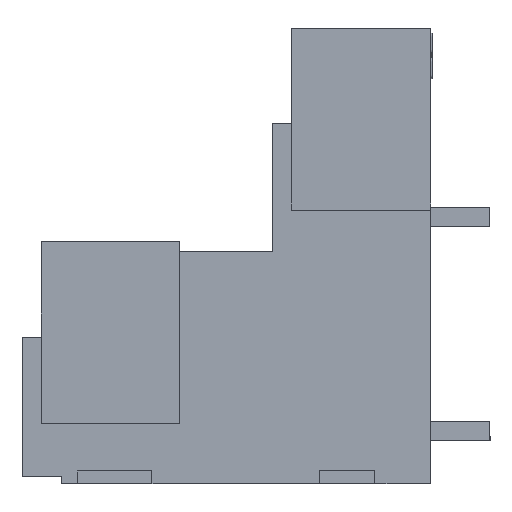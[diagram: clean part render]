
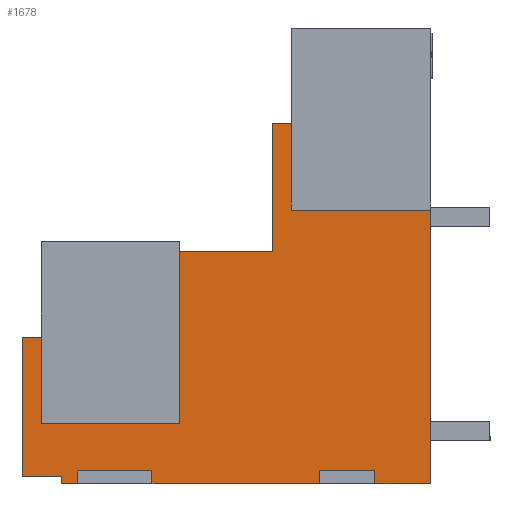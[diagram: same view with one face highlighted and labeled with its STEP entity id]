
A CAD part, left-side view. The second image highlights one B-rep face of the part: STEP entity #1678.
In plain terms, the highlighted planar face has unit normal (-1, 0, 0).
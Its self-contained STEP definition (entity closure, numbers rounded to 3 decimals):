
#1521=AXIS2_PLACEMENT_3D('Plane Axis2P3D',#1518,#1519,#1520) ;
#108=CARTESIAN_POINT('Vertex',(0.7,16.725,3.25)) ;
#111=CARTESIAN_POINT('Line Origine',(0.7,16.725,7.875)) ;
#115=CARTESIAN_POINT('Vertex',(0.7,16.725,12.5)) ;
#707=CARTESIAN_POINT('Line Origine',(0.7,24.175,5.575)) ;
#711=CARTESIAN_POINT('Vertex',(0.7,24.175,7.9)) ;
#713=CARTESIAN_POINT('Vertex',(0.7,24.175,3.25)) ;
#1506=CARTESIAN_POINT('Line Origine',(0.7,20.45,3.25)) ;
#1518=CARTESIAN_POINT('Axis2P3D Location',(0.7,3.2,0.4)) ;
#1523=CARTESIAN_POINT('Line Origine',(0.7,13.7,0.)) ;
#1527=CARTESIAN_POINT('Vertex',(0.7,18.2,0.)) ;
#1529=CARTESIAN_POINT('Vertex',(0.7,9.2,0.)) ;
#1532=CARTESIAN_POINT('Line Origine',(0.7,9.2,0.35)) ;
#1536=CARTESIAN_POINT('Vertex',(0.7,9.2,0.7)) ;
#1539=CARTESIAN_POINT('Line Origine',(0.7,7.7,0.7)) ;
#1543=CARTESIAN_POINT('Vertex',(0.7,6.2,0.7)) ;
#1546=CARTESIAN_POINT('Line Origine',(0.7,6.2,0.35)) ;
#1550=CARTESIAN_POINT('Vertex',(0.7,6.2,0.)) ;
#1553=CARTESIAN_POINT('Line Origine',(0.7,4.7,0.)) ;
#1557=CARTESIAN_POINT('Vertex',(0.7,3.2,0.)) ;
#1560=CARTESIAN_POINT('Line Origine',(0.7,3.2,7.375)) ;
#1564=CARTESIAN_POINT('Vertex',(0.7,3.2,14.75)) ;
#1567=CARTESIAN_POINT('Line Origine',(0.7,6.95,14.75)) ;
#1571=CARTESIAN_POINT('Vertex',(0.7,10.7,14.75)) ;
#1574=CARTESIAN_POINT('Line Origine',(0.7,10.7,17.075)) ;
#1578=CARTESIAN_POINT('Vertex',(0.7,10.7,19.4)) ;
#1581=CARTESIAN_POINT('Line Origine',(0.7,11.2,19.4)) ;
#1585=CARTESIAN_POINT('Vertex',(0.7,11.7,19.4)) ;
#1588=CARTESIAN_POINT('Line Origine',(0.7,11.7,15.95)) ;
#1592=CARTESIAN_POINT('Vertex',(0.7,11.7,12.5)) ;
#1595=CARTESIAN_POINT('Line Origine',(0.7,14.213,12.5)) ;
#1600=CARTESIAN_POINT('Line Origine',(0.7,24.688,7.9)) ;
#1604=CARTESIAN_POINT('Vertex',(0.7,25.2,7.9)) ;
#1607=CARTESIAN_POINT('Line Origine',(0.7,25.2,4.15)) ;
#1611=CARTESIAN_POINT('Vertex',(0.7,25.2,0.4)) ;
#1614=CARTESIAN_POINT('Line Origine',(0.7,24.145,0.4)) ;
#1618=CARTESIAN_POINT('Vertex',(0.7,23.09,0.4)) ;
#1621=CARTESIAN_POINT('Line Origine',(0.7,23.09,0.2)) ;
#1625=CARTESIAN_POINT('Vertex',(0.7,23.09,0.)) ;
#1628=CARTESIAN_POINT('Line Origine',(0.7,22.645,0.)) ;
#1632=CARTESIAN_POINT('Vertex',(0.7,22.2,0.)) ;
#1635=CARTESIAN_POINT('Line Origine',(0.7,22.2,0.35)) ;
#1639=CARTESIAN_POINT('Vertex',(0.7,22.2,0.7)) ;
#1642=CARTESIAN_POINT('Line Origine',(0.7,20.2,0.7)) ;
#1646=CARTESIAN_POINT('Vertex',(0.7,18.2,0.7)) ;
#1649=CARTESIAN_POINT('Line Origine',(0.7,18.2,0.35)) ;
#112=DIRECTION('Vector Direction',(0.,0.,-1.)) ;
#708=DIRECTION('Vector Direction',(0.,0.,-1.)) ;
#1507=DIRECTION('Vector Direction',(0.,-1.,0.)) ;
#1519=DIRECTION('Axis2P3D Direction',(-1.,0.,0.)) ;
#1520=DIRECTION('Axis2P3D XDirection',(0.,0.,-1.)) ;
#1524=DIRECTION('Vector Direction',(0.,-1.,0.)) ;
#1533=DIRECTION('Vector Direction',(0.,0.,1.)) ;
#1540=DIRECTION('Vector Direction',(0.,1.,0.)) ;
#1547=DIRECTION('Vector Direction',(0.,0.,1.)) ;
#1554=DIRECTION('Vector Direction',(0.,-1.,0.)) ;
#1561=DIRECTION('Vector Direction',(0.,0.,1.)) ;
#1568=DIRECTION('Vector Direction',(0.,-1.,0.)) ;
#1575=DIRECTION('Vector Direction',(0.,0.,-1.)) ;
#1582=DIRECTION('Vector Direction',(0.,1.,0.)) ;
#1589=DIRECTION('Vector Direction',(0.,0.,-1.)) ;
#1596=DIRECTION('Vector Direction',(0.,1.,0.)) ;
#1601=DIRECTION('Vector Direction',(0.,1.,0.)) ;
#1608=DIRECTION('Vector Direction',(0.,0.,1.)) ;
#1615=DIRECTION('Vector Direction',(0.,1.,0.)) ;
#1622=DIRECTION('Vector Direction',(0.,0.,1.)) ;
#1629=DIRECTION('Vector Direction',(0.,-1.,0.)) ;
#1636=DIRECTION('Vector Direction',(0.,0.,1.)) ;
#1643=DIRECTION('Vector Direction',(0.,1.,0.)) ;
#1650=DIRECTION('Vector Direction',(0.,0.,1.)) ;
#113=VECTOR('Line Direction',#112,1.) ;
#709=VECTOR('Line Direction',#708,1.) ;
#1508=VECTOR('Line Direction',#1507,1.) ;
#1525=VECTOR('Line Direction',#1524,1.) ;
#1534=VECTOR('Line Direction',#1533,1.) ;
#1541=VECTOR('Line Direction',#1540,1.) ;
#1548=VECTOR('Line Direction',#1547,1.) ;
#1555=VECTOR('Line Direction',#1554,1.) ;
#1562=VECTOR('Line Direction',#1561,1.) ;
#1569=VECTOR('Line Direction',#1568,1.) ;
#1576=VECTOR('Line Direction',#1575,1.) ;
#1583=VECTOR('Line Direction',#1582,1.) ;
#1590=VECTOR('Line Direction',#1589,1.) ;
#1597=VECTOR('Line Direction',#1596,1.) ;
#1602=VECTOR('Line Direction',#1601,1.) ;
#1609=VECTOR('Line Direction',#1608,1.) ;
#1616=VECTOR('Line Direction',#1615,1.) ;
#1623=VECTOR('Line Direction',#1622,1.) ;
#1630=VECTOR('Line Direction',#1629,1.) ;
#1637=VECTOR('Line Direction',#1636,1.) ;
#1644=VECTOR('Line Direction',#1643,1.) ;
#1651=VECTOR('Line Direction',#1650,1.) ;
#1655=ORIENTED_EDGE('',*,*,#1531,.T.) ;
#1656=ORIENTED_EDGE('',*,*,#1538,.T.) ;
#1657=ORIENTED_EDGE('',*,*,#1545,.F.) ;
#1658=ORIENTED_EDGE('',*,*,#1552,.F.) ;
#1659=ORIENTED_EDGE('',*,*,#1559,.T.) ;
#1660=ORIENTED_EDGE('',*,*,#1566,.T.) ;
#1661=ORIENTED_EDGE('',*,*,#1573,.F.) ;
#1662=ORIENTED_EDGE('',*,*,#1580,.F.) ;
#1663=ORIENTED_EDGE('',*,*,#1587,.T.) ;
#1664=ORIENTED_EDGE('',*,*,#1594,.T.) ;
#1665=ORIENTED_EDGE('',*,*,#1599,.T.) ;
#1666=ORIENTED_EDGE('',*,*,#117,.T.) ;
#1667=ORIENTED_EDGE('',*,*,#1510,.F.) ;
#1668=ORIENTED_EDGE('',*,*,#715,.F.) ;
#1669=ORIENTED_EDGE('',*,*,#1606,.T.) ;
#1670=ORIENTED_EDGE('',*,*,#1613,.F.) ;
#1671=ORIENTED_EDGE('',*,*,#1620,.F.) ;
#1672=ORIENTED_EDGE('',*,*,#1627,.F.) ;
#1673=ORIENTED_EDGE('',*,*,#1634,.T.) ;
#1674=ORIENTED_EDGE('',*,*,#1641,.T.) ;
#1675=ORIENTED_EDGE('',*,*,#1648,.F.) ;
#1676=ORIENTED_EDGE('',*,*,#1653,.F.) ;
#1678=ADVANCED_FACE('HOUSING',(#1677),#1522,.T.) ;
#117=EDGE_CURVE('',#116,#109,#114,.T.) ;
#715=EDGE_CURVE('',#712,#714,#710,.T.) ;
#1510=EDGE_CURVE('',#714,#109,#1509,.T.) ;
#1531=EDGE_CURVE('',#1528,#1530,#1526,.T.) ;
#1538=EDGE_CURVE('',#1530,#1537,#1535,.T.) ;
#1545=EDGE_CURVE('',#1544,#1537,#1542,.T.) ;
#1552=EDGE_CURVE('',#1551,#1544,#1549,.T.) ;
#1559=EDGE_CURVE('',#1551,#1558,#1556,.T.) ;
#1566=EDGE_CURVE('',#1558,#1565,#1563,.T.) ;
#1573=EDGE_CURVE('',#1572,#1565,#1570,.T.) ;
#1580=EDGE_CURVE('',#1579,#1572,#1577,.T.) ;
#1587=EDGE_CURVE('',#1579,#1586,#1584,.T.) ;
#1594=EDGE_CURVE('',#1586,#1593,#1591,.T.) ;
#1599=EDGE_CURVE('',#1593,#116,#1598,.T.) ;
#1606=EDGE_CURVE('',#712,#1605,#1603,.T.) ;
#1613=EDGE_CURVE('',#1612,#1605,#1610,.T.) ;
#1620=EDGE_CURVE('',#1619,#1612,#1617,.T.) ;
#1627=EDGE_CURVE('',#1626,#1619,#1624,.T.) ;
#1634=EDGE_CURVE('',#1626,#1633,#1631,.T.) ;
#1641=EDGE_CURVE('',#1633,#1640,#1638,.T.) ;
#1648=EDGE_CURVE('',#1647,#1640,#1645,.T.) ;
#1653=EDGE_CURVE('',#1528,#1647,#1652,.T.) ;
#1654=EDGE_LOOP('',(#1655,#1656,#1657,#1658,#1659,#1660,#1661,#1662,#1663,#1664,#1665,#1666,#1667,#1668,#1669,#1670,#1671,#1672,#1673,#1674,#1675,#1676)) ;
#1677=FACE_OUTER_BOUND('',#1654,.T.) ;
#114=LINE('Line',#111,#113) ;
#710=LINE('Line',#707,#709) ;
#1509=LINE('Line',#1506,#1508) ;
#1526=LINE('Line',#1523,#1525) ;
#1535=LINE('Line',#1532,#1534) ;
#1542=LINE('Line',#1539,#1541) ;
#1549=LINE('Line',#1546,#1548) ;
#1556=LINE('Line',#1553,#1555) ;
#1563=LINE('Line',#1560,#1562) ;
#1570=LINE('Line',#1567,#1569) ;
#1577=LINE('Line',#1574,#1576) ;
#1584=LINE('Line',#1581,#1583) ;
#1591=LINE('Line',#1588,#1590) ;
#1598=LINE('Line',#1595,#1597) ;
#1603=LINE('Line',#1600,#1602) ;
#1610=LINE('Line',#1607,#1609) ;
#1617=LINE('Line',#1614,#1616) ;
#1624=LINE('Line',#1621,#1623) ;
#1631=LINE('Line',#1628,#1630) ;
#1638=LINE('Line',#1635,#1637) ;
#1645=LINE('Line',#1642,#1644) ;
#1652=LINE('Line',#1649,#1651) ;
#1522=PLANE('',#1521) ;
#109=VERTEX_POINT('',#108) ;
#116=VERTEX_POINT('',#115) ;
#712=VERTEX_POINT('',#711) ;
#714=VERTEX_POINT('',#713) ;
#1528=VERTEX_POINT('',#1527) ;
#1530=VERTEX_POINT('',#1529) ;
#1537=VERTEX_POINT('',#1536) ;
#1544=VERTEX_POINT('',#1543) ;
#1551=VERTEX_POINT('',#1550) ;
#1558=VERTEX_POINT('',#1557) ;
#1565=VERTEX_POINT('',#1564) ;
#1572=VERTEX_POINT('',#1571) ;
#1579=VERTEX_POINT('',#1578) ;
#1586=VERTEX_POINT('',#1585) ;
#1593=VERTEX_POINT('',#1592) ;
#1605=VERTEX_POINT('',#1604) ;
#1612=VERTEX_POINT('',#1611) ;
#1619=VERTEX_POINT('',#1618) ;
#1626=VERTEX_POINT('',#1625) ;
#1633=VERTEX_POINT('',#1632) ;
#1640=VERTEX_POINT('',#1639) ;
#1647=VERTEX_POINT('',#1646) ;
